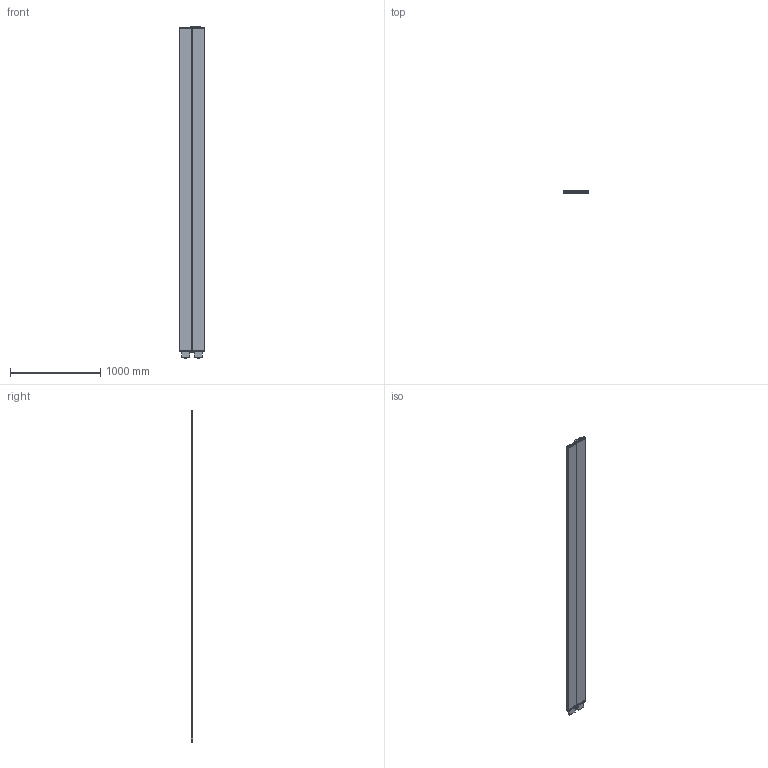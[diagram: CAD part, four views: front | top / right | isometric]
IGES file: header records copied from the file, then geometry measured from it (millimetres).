
Start section: Maximum GME point tolerance:  0.01 Minimum GME point tolerance:  0.01
Global section: file name: 7C_module.igs; native system: I-DEAS 10 NX Series m2; preprocessor: IGES 5.3; author: NONE; organization: NONE; date: 031201.142856; units: millimetre
Bounding box: 271.92 x 21.32 x 3679.2 mm (x, y, z)
Surface area: 13662528.7 mm2 (no closed solid volume)
Topology: 0 solids, 0 shells, 1314 faces, 6628 edges, 5918 vertices
Faces by surface type: bspline 1314
